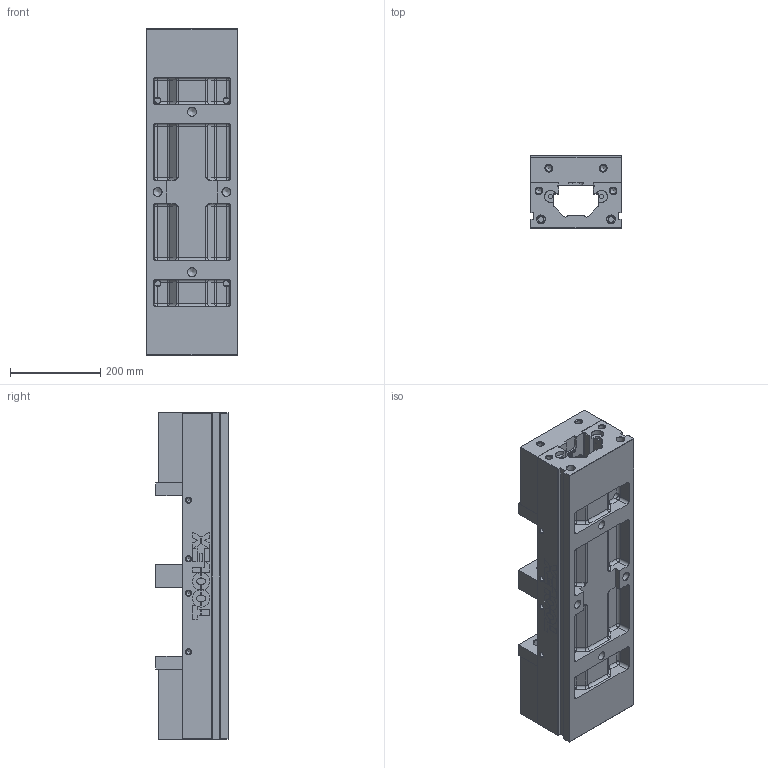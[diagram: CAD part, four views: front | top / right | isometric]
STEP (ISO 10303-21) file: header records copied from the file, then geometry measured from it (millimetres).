
FILE_DESCRIPTION(/* description */ (''),/* implementation_level */ '2;1');
FILE_NAME(/* name */ 'RWS8002HJ.stp',/* time_stamp */ '2021-04-01T16:29:45-04:00',/* author */ ('slane'),/* organization */ (''),/* preprocessor_version */ 'ST-DEVELOPER v18',/* originating_system */ 'Autodesk Inventor 2020',/* authorisation */ '');
FILE_SCHEMA (('AUTOMOTIVE_DESIGN { 1 0 10303 214 3 1 1 }'));
Products named in the file (7): RWS8002HJ; RWS8002; RWS8543; RWS4010T; SCJ8030; SSJ8402; SHJ8000
Assembly tree (8 placements, depth 3):
  RWS8002HJ
    RWS8002
      RWS8543
      RWS4010T
    SCJ8030
    SSJ8402  x2
    SHJ8000  x2
Bounding box: 203.2 x 161.29 x 723.9 mm (x, y, z)
Volume: 12522256 mm3; surface area: 1133402.3 mm2
Topology: 7 solids, 7 shells, 2767 faces, 7560 edges, 4982 vertices
Faces by surface type: plane 1600, bspline 668, cylinder 322, cone 121, sphere 32, torus 24
Full cylindrical faces by diameter (mm): 3.264 x2, 4.064 x2, 4.978 x3, 6.477 x1, 7.137 x1, 9.576 x4, 10.592 x8, 13.386 x16, 13.462 x4, 17.45 x6, 19.05 x4, 19.063 x4, 19.812 x4, 24.638 x2, 25.4 x2, 28.575 x4, 33.35 x1, 38.087 x2
Entity records: 84590 total; most frequent: CARTESIAN_POINT 22513, ORIENTED_EDGE 13990, DIRECTION 10529, EDGE_CURVE 6995, LINE 4939, VECTOR 4939, VERTEX_POINT 4647, EDGE_LOOP 2822
